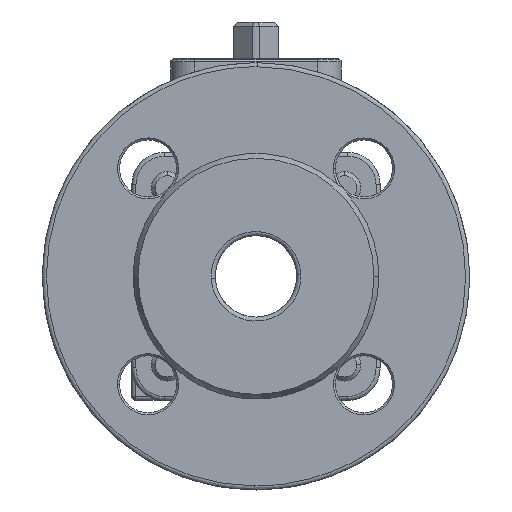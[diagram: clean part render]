
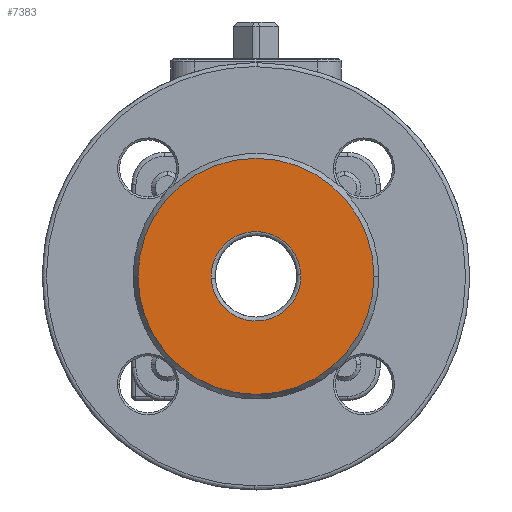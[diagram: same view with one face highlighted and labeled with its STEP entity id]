
A CAD part, front view. The second image highlights one B-rep face of the part: STEP entity #7383.
In plain terms, the highlighted planar face has unit normal (0, -1, 0).
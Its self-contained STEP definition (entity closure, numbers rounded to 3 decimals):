
#546 = CARTESIAN_POINT ( 'NONE',  ( 10.997, -56.5, 0.306 ) ) ;
#1718 = CARTESIAN_POINT ( 'NONE',  ( 0., -56.5, 0. ) ) ;
#1730 = EDGE_LOOP ( 'NONE', ( #6990, #10736 ) ) ;
#1776 = EDGE_CURVE ( 'NONE', #22133, #10710, #4934, .T. ) ;
#2001 = ORIENTED_EDGE ( 'NONE', *, *, #1776, .F. ) ;
#2062 = CARTESIAN_POINT ( 'NONE',  ( 0., -56.5, 0. ) ) ;
#2656 = EDGE_CURVE ( 'NONE', #11053, #29677, #25049, .T. ) ;
#3820 = FACE_BOUND ( 'NONE', #13727, .T. ) ;
#4248 = DIRECTION ( 'NONE',  ( -1., 0., 0. ) ) ;
#4423 = CARTESIAN_POINT ( 'NONE',  ( 10.108, -56.5, 21.554 ) ) ;
#4546 = DIRECTION ( 'NONE',  ( -1., 0., 0. ) ) ;
#4934 =( BOUNDED_CURVE ( )  B_SPLINE_CURVE ( 3, ( #22432, #22550, #20568, #20347 ),
 .UNSPECIFIED., .F., .T. ) 
 B_SPLINE_CURVE_WITH_KNOTS ( ( 4, 4 ),
 ( 0., 0.013 ),
 .UNSPECIFIED. ) 
 CURVE ( )  GEOMETRIC_REPRESENTATION_ITEM ( )  RATIONAL_B_SPLINE_CURVE ( ( 1., 1., 1., 1. ) ) 
 REPRESENTATION_ITEM ( '' )  );
#5396 = CARTESIAN_POINT ( 'NONE',  ( -10.99, -56.5, -0.46 ) ) ;
#5525 =( BOUNDED_CURVE ( )  B_SPLINE_CURVE ( 3, ( #25143, #12767, #30065, #15232 ),
 .UNSPECIFIED., .F., .F. ) 
 B_SPLINE_CURVE_WITH_KNOTS ( ( 4, 4 ),
 ( 0.013, 1. ),
 .UNSPECIFIED. ) 
 CURVE ( )  GEOMETRIC_REPRESENTATION_ITEM ( )  RATIONAL_B_SPLINE_CURVE ( ( 1., 0.347, 0.347, 1. ) ) 
 REPRESENTATION_ITEM ( '' )  );
#5601 = CARTESIAN_POINT ( 'NONE',  ( 11., -56.5, 0. ) ) ;
#6738 = CARTESIAN_POINT ( 'NONE',  ( 0., -56.5, 0. ) ) ;
#6832 = AXIS2_PLACEMENT_3D ( 'NONE', #1718, #19072, #4248 ) ;
#6990 = ORIENTED_EDGE ( 'NONE', *, *, #25723, .F. ) ;
#7286 = CIRCLE ( 'NONE', #12794, 29. ) ;
#7383 = ADVANCED_FACE ( 'NONE', ( #3820, #16968 ), #11709, .F. ) ;
#9384 = CARTESIAN_POINT ( 'NONE',  ( -11., -56.5, 0. ) ) ;
#10710 = VERTEX_POINT ( 'NONE', #5396 ) ;
#10736 = ORIENTED_EDGE ( 'NONE', *, *, #11892, .F. ) ;
#11053 = VERTEX_POINT ( 'NONE', #14366 ) ;
#11709 = PLANE ( 'NONE',  #17302 ) ;
#11892 = EDGE_CURVE ( 'NONE', #20402, #28295, #30488, .T. ) ;
#12767 = CARTESIAN_POINT ( 'NONE',  ( -10.108, -56.5, -21.554 ) ) ;
#12794 = AXIS2_PLACEMENT_3D ( 'NONE', #2062, #19385, #4546 ) ;
#13727 = EDGE_LOOP ( 'NONE', ( #29824, #28079, #2001, #32109 ) ) ;
#14173 = DIRECTION ( 'NONE',  ( 0., 0., 1. ) ) ;
#14366 = CARTESIAN_POINT ( 'NONE',  ( 11., -56.5, 0. ) ) ;
#15232 = CARTESIAN_POINT ( 'NONE',  ( 11., -56.5, 0. ) ) ;
#16628 = EDGE_CURVE ( 'NONE', #29677, #22133, #24248, .T. ) ;
#16968 = FACE_OUTER_BOUND ( 'NONE', #1730, .T. ) ;
#17302 = AXIS2_PLACEMENT_3D ( 'NONE', #6738, #29038, #14173 ) ;
#19072 = DIRECTION ( 'NONE',  ( 0., 1., 0. ) ) ;
#19385 = DIRECTION ( 'NONE',  ( 0., 1., 0. ) ) ;
#19889 = CARTESIAN_POINT ( 'NONE',  ( -29., -56.5, 0. ) ) ;
#20347 = CARTESIAN_POINT ( 'NONE',  ( -10.99, -56.5, -0.46 ) ) ;
#20402 = VERTEX_POINT ( 'NONE', #26495 ) ;
#20453 = CARTESIAN_POINT ( 'NONE',  ( 11., -56.5, 0.153 ) ) ;
#20568 = CARTESIAN_POINT ( 'NONE',  ( -10.997, -56.5, -0.306 ) ) ;
#21767 = CARTESIAN_POINT ( 'NONE',  ( 10.99, -56.5, 0.46 ) ) ;
#22133 = VERTEX_POINT ( 'NONE', #30310 ) ;
#22432 = CARTESIAN_POINT ( 'NONE',  ( -11., -56.5, 0. ) ) ;
#22550 = CARTESIAN_POINT ( 'NONE',  ( -11., -56.5, -0.153 ) ) ;
#22981 = CARTESIAN_POINT ( 'NONE',  ( 10.99, -56.5, 0.46 ) ) ;
#24248 =( BOUNDED_CURVE ( )  B_SPLINE_CURVE ( 3, ( #21767, #4423, #24265, #9384 ),
 .UNSPECIFIED., .F., .F. ) 
 B_SPLINE_CURVE_WITH_KNOTS ( ( 4, 4 ),
 ( 0.013, 1. ),
 .UNSPECIFIED. ) 
 CURVE ( )  GEOMETRIC_REPRESENTATION_ITEM ( )  RATIONAL_B_SPLINE_CURVE ( ( 1., 0.347, 0.347, 1. ) ) 
 REPRESENTATION_ITEM ( '' )  );
#24265 = CARTESIAN_POINT ( 'NONE',  ( -11., -56.5, 21.113 ) ) ;
#25049 =( BOUNDED_CURVE ( )  B_SPLINE_CURVE ( 3, ( #5601, #20453, #546, #22981 ),
 .UNSPECIFIED., .F., .T. ) 
 B_SPLINE_CURVE_WITH_KNOTS ( ( 4, 4 ),
 ( 0., 0.013 ),
 .UNSPECIFIED. ) 
 CURVE ( )  GEOMETRIC_REPRESENTATION_ITEM ( )  RATIONAL_B_SPLINE_CURVE ( ( 1., 1., 1., 1. ) ) 
 REPRESENTATION_ITEM ( '' )  );
#25143 = CARTESIAN_POINT ( 'NONE',  ( -10.99, -56.5, -0.46 ) ) ;
#25244 = CARTESIAN_POINT ( 'NONE',  ( 10.99, -56.5, 0.46 ) ) ;
#25723 = EDGE_CURVE ( 'NONE', #28295, #20402, #7286, .T. ) ;
#26495 = CARTESIAN_POINT ( 'NONE',  ( 29., -56.5, 0. ) ) ;
#27344 = EDGE_CURVE ( 'NONE', #10710, #11053, #5525, .T. ) ;
#28079 = ORIENTED_EDGE ( 'NONE', *, *, #27344, .F. ) ;
#28295 = VERTEX_POINT ( 'NONE', #19889 ) ;
#29038 = DIRECTION ( 'NONE',  ( 0., 1., 0. ) ) ;
#29677 = VERTEX_POINT ( 'NONE', #25244 ) ;
#29824 = ORIENTED_EDGE ( 'NONE', *, *, #2656, .F. ) ;
#30065 = CARTESIAN_POINT ( 'NONE',  ( 11., -56.5, -21.113 ) ) ;
#30310 = CARTESIAN_POINT ( 'NONE',  ( -11., -56.5, 0. ) ) ;
#30488 = CIRCLE ( 'NONE', #6832, 29. ) ;
#32109 = ORIENTED_EDGE ( 'NONE', *, *, #16628, .F. ) ;
